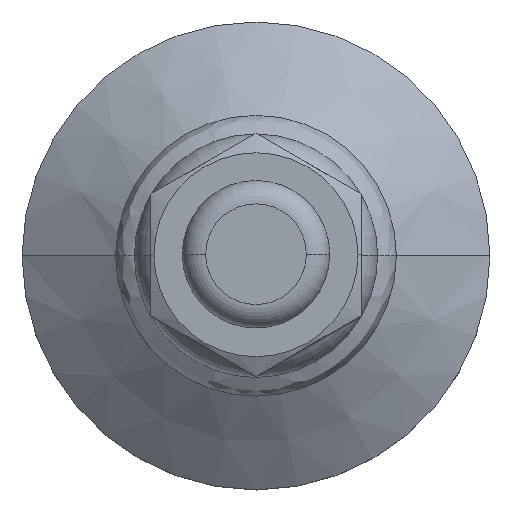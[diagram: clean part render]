
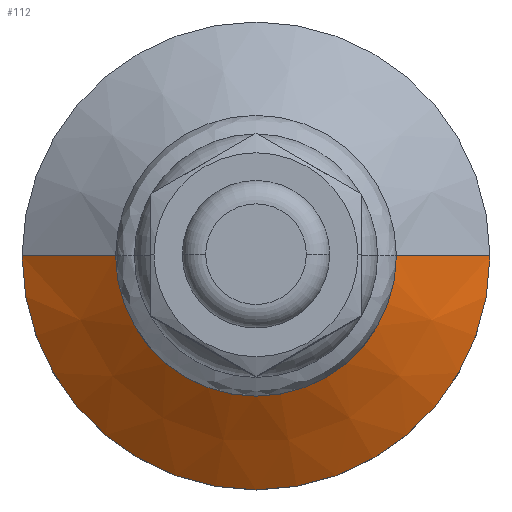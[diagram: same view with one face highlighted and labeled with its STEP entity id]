
A CAD part, top view. The second image highlights one B-rep face of the part: STEP entity #112.
In plain terms, the highlighted conical face has half-angle 54.766 degrees and reference radius 7.938 mm.
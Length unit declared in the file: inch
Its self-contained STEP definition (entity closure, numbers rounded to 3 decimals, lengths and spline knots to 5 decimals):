
#71=CARTESIAN_POINT('',(0.0,0.,0.43872));
#72=DIRECTION('',(0.0,0.0,-1.0));
#73=DIRECTION('',(1.0,0.0,0.0));
#74=AXIS2_PLACEMENT_3D('',#71,#72,#73);
#75=CONICAL_SURFACE('',#74,0.3125,54.766);
#76=CARTESIAN_POINT('',(0.375,0.0,0.39458));
#77=VERTEX_POINT('',#76);
#78=CARTESIAN_POINT('',(0.625,0.,0.218));
#79=VERTEX_POINT('',#78);
#80=CARTESIAN_POINT('',(0.375,0.,0.39458));
#81=DIRECTION('',(0.817,0.0,-0.577));
#82=VECTOR('',#81,0.30607);
#83=LINE('',#80,#82);
#84=EDGE_CURVE('',#77,#79,#83,.T.);
#85=ORIENTED_EDGE('',*,*,#84,.F.);
#86=CARTESIAN_POINT('',(-0.375,0.0,0.39458));
#87=VERTEX_POINT('',#86);
#88=CARTESIAN_POINT('',(0.0,0.0,0.39458));
#89=DIRECTION('',(0.0,0.0,-1.0));
#90=DIRECTION('',(1.0,0.0,0.0));
#91=AXIS2_PLACEMENT_3D('',#88,#89,#90);
#92=CIRCLE('',#91,0.375);
#93=EDGE_CURVE('',#77,#87,#92,.T.);
#94=ORIENTED_EDGE('',*,*,#93,.T.);
#95=CARTESIAN_POINT('',(-0.625,0.,0.218));
#96=VERTEX_POINT('',#95);
#97=CARTESIAN_POINT('',(-0.375,0.,0.39458));
#98=DIRECTION('',(-0.817,0.,-0.577));
#99=VECTOR('',#98,0.30607);
#100=LINE('',#97,#99);
#101=EDGE_CURVE('',#87,#96,#100,.T.);
#102=ORIENTED_EDGE('',*,*,#101,.T.);
#103=CARTESIAN_POINT('',(0.0,0.,0.218));
#104=DIRECTION('',(0.0,0.0,-1.0));
#105=DIRECTION('',(1.0,0.0,0.0));
#106=AXIS2_PLACEMENT_3D('',#103,#104,#105);
#107=CIRCLE('',#106,0.625);
#108=EDGE_CURVE('',#79,#96,#107,.T.);
#109=ORIENTED_EDGE('',*,*,#108,.F.);
#110=EDGE_LOOP('',(#85,#94,#102,#109));
#111=FACE_OUTER_BOUND('',#110,.T.);
#112=ADVANCED_FACE('',(#111),#75,.T.);
